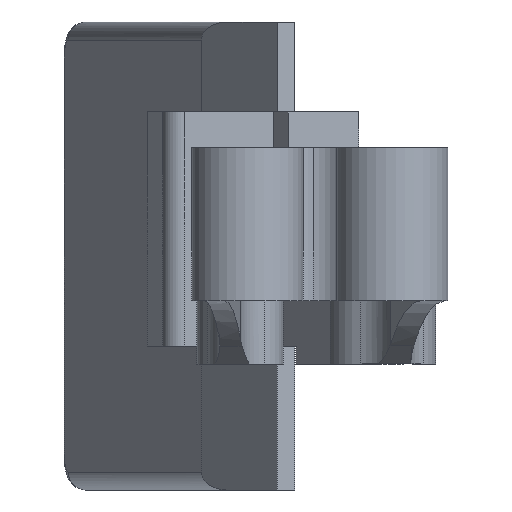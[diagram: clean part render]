
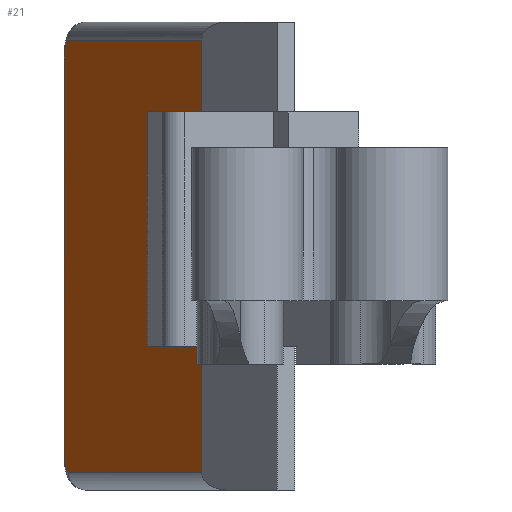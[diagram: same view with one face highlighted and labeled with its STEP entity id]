
A CAD part, left-side view. The second image highlights one B-rep face of the part: STEP entity #21.
In plain terms, the highlighted planar face has unit normal (-0.208, 0.978, 0).
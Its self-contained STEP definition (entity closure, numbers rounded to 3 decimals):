
#8 = DIRECTION ( 'NONE',  ( 0.978, 0.208, 0. ) ) ;
#21 = ADVANCED_FACE ( 'NONE', ( #1051 ), #1794, .F. ) ;
#137 = DIRECTION ( 'NONE',  ( 0.208, -0.978, 0. ) ) ;
#182 = VECTOR ( 'NONE', #362, 1000. ) ;
#194 = VERTEX_POINT ( 'NONE', #674 ) ;
#210 = AXIS2_PLACEMENT_3D ( 'NONE', #2175, #898, #374 ) ;
#211 = VERTEX_POINT ( 'NONE', #2224 ) ;
#228 = LINE ( 'NONE', #2063, #1309 ) ;
#252 = EDGE_CURVE ( 'NONE', #267, #2144, #2038, .T. ) ;
#267 = VERTEX_POINT ( 'NONE', #1849 ) ;
#292 = VECTOR ( 'NONE', #1283, 1000. ) ;
#294 = CIRCLE ( 'NONE', #210, 1. ) ;
#295 = DIRECTION ( 'NONE',  ( -0.208, 0.978, 0. ) ) ;
#299 = EDGE_CURVE ( 'NONE', #1966, #678, #1281, .T. ) ;
#320 = DIRECTION ( 'NONE',  ( 0., 0., -1. ) ) ;
#326 = CARTESIAN_POINT ( 'NONE',  ( -0.621, 2.921, 21. ) ) ;
#336 = DIRECTION ( 'NONE',  ( 0., 0., 1. ) ) ;
#341 = DIRECTION ( 'NONE',  ( 0.978, 0.208, 0. ) ) ;
#344 = VECTOR ( 'NONE', #8, 1000. ) ;
#355 = LINE ( 'NONE', #517, #292 ) ;
#362 = DIRECTION ( 'NONE',  ( 0., 0., -1. ) ) ;
#374 = DIRECTION ( 'NONE',  ( 0.978, 0.208, 0. ) ) ;
#517 = CARTESIAN_POINT ( 'NONE',  ( 69.584, 17.843, 1. ) ) ;
#554 = EDGE_LOOP ( 'NONE', ( #1328, #1468, #656, #2256, #1370, #2357, #1156, #2030, #1557, #2170 ) ) ;
#587 = VERTEX_POINT ( 'NONE', #915 ) ;
#656 = ORIENTED_EDGE ( 'NONE', *, *, #299, .F. ) ;
#674 = CARTESIAN_POINT ( 'NONE',  ( 32.784, 10.021, 8. ) ) ;
#678 = VERTEX_POINT ( 'NONE', #2363 ) ;
#681 = CARTESIAN_POINT ( 'NONE',  ( 68.606, 17.635, 24. ) ) ;
#728 = EDGE_CURVE ( 'NONE', #2309, #194, #955, .T. ) ;
#840 = LINE ( 'NONE', #2318, #1230 ) ;
#898 = DIRECTION ( 'NONE',  ( -0.208, 0.978, 0. ) ) ;
#915 = CARTESIAN_POINT ( 'NONE',  ( 67.628, 17.427, 1. ) ) ;
#955 = LINE ( 'NONE', #1524, #1146 ) ;
#963 = VERTEX_POINT ( 'NONE', #1214 ) ;
#964 = DIRECTION ( 'NONE',  ( 0.978, 0.208, 0. ) ) ;
#972 = CARTESIAN_POINT ( 'NONE',  ( 20.898, 7.495, 21. ) ) ;
#979 = EDGE_CURVE ( 'NONE', #2298, #211, #840, .T. ) ;
#1017 = CARTESIAN_POINT ( 'NONE',  ( 32.784, 10.021, 1. ) ) ;
#1023 = EDGE_CURVE ( 'NONE', #678, #194, #2194, .T. ) ;
#1047 = CARTESIAN_POINT ( 'NONE',  ( 67.628, 17.427, 24. ) ) ;
#1051 = FACE_OUTER_BOUND ( 'NONE', #554, .T. ) ;
#1079 = CIRCLE ( 'NONE', #1233, 1. ) ;
#1146 = VECTOR ( 'NONE', #1684, 1000. ) ;
#1156 = ORIENTED_EDGE ( 'NONE', *, *, #2381, .T. ) ;
#1183 = AXIS2_PLACEMENT_3D ( 'NONE', #2368, #137, #341 ) ;
#1214 = CARTESIAN_POINT ( 'NONE',  ( 67.628, 17.427, 25. ) ) ;
#1230 = VECTOR ( 'NONE', #320, 1000. ) ;
#1233 = AXIS2_PLACEMENT_3D ( 'NONE', #1047, #295, #1957 ) ;
#1256 = LINE ( 'NONE', #326, #1649 ) ;
#1281 = LINE ( 'NONE', #2019, #182 ) ;
#1283 = DIRECTION ( 'NONE',  ( -0.978, -0.208, 0. ) ) ;
#1309 = VECTOR ( 'NONE', #964, 1000. ) ;
#1328 = ORIENTED_EDGE ( 'NONE', *, *, #728, .T. ) ;
#1370 = ORIENTED_EDGE ( 'NONE', *, *, #252, .T. ) ;
#1381 = VECTOR ( 'NONE', #336, 1000. ) ;
#1438 = DIRECTION ( 'NONE',  ( -0.978, -0.208, 0. ) ) ;
#1468 = ORIENTED_EDGE ( 'NONE', *, *, #1023, .F. ) ;
#1524 = CARTESIAN_POINT ( 'NONE',  ( 32.784, 10.021, 26. ) ) ;
#1557 = ORIENTED_EDGE ( 'NONE', *, *, #1844, .T. ) ;
#1649 = VECTOR ( 'NONE', #1438, 1000. ) ;
#1655 = CARTESIAN_POINT ( 'NONE',  ( 32.784, 10.021, 26. ) ) ;
#1674 = EDGE_CURVE ( 'NONE', #2144, #963, #228, .T. ) ;
#1684 = DIRECTION ( 'NONE',  ( 0., 0., 1. ) ) ;
#1794 = PLANE ( 'NONE',  #1183 ) ;
#1840 = EDGE_CURVE ( 'NONE', #267, #1966, #1256, .T. ) ;
#1844 = EDGE_CURVE ( 'NONE', #211, #587, #294, .T. ) ;
#1849 = CARTESIAN_POINT ( 'NONE',  ( 32.784, 10.021, 21. ) ) ;
#1855 = EDGE_CURVE ( 'NONE', #587, #2309, #355, .T. ) ;
#1957 = DIRECTION ( 'NONE',  ( 0.978, 0.208, 0. ) ) ;
#1966 = VERTEX_POINT ( 'NONE', #972 ) ;
#2019 = CARTESIAN_POINT ( 'NONE',  ( 20.898, 7.495, 7. ) ) ;
#2030 = ORIENTED_EDGE ( 'NONE', *, *, #979, .T. ) ;
#2038 = LINE ( 'NONE', #1655, #1381 ) ;
#2063 = CARTESIAN_POINT ( 'NONE',  ( 67.628, 17.427, 25. ) ) ;
#2144 = VERTEX_POINT ( 'NONE', #2202 ) ;
#2170 = ORIENTED_EDGE ( 'NONE', *, *, #1855, .T. ) ;
#2175 = CARTESIAN_POINT ( 'NONE',  ( 67.628, 17.427, 2. ) ) ;
#2194 = LINE ( 'NONE', #2362, #344 ) ;
#2202 = CARTESIAN_POINT ( 'NONE',  ( 32.784, 10.021, 25. ) ) ;
#2224 = CARTESIAN_POINT ( 'NONE',  ( 68.606, 17.635, 2. ) ) ;
#2256 = ORIENTED_EDGE ( 'NONE', *, *, #1840, .F. ) ;
#2298 = VERTEX_POINT ( 'NONE', #681 ) ;
#2309 = VERTEX_POINT ( 'NONE', #1017 ) ;
#2318 = CARTESIAN_POINT ( 'NONE',  ( 68.606, 17.635, 26. ) ) ;
#2357 = ORIENTED_EDGE ( 'NONE', *, *, #1674, .T. ) ;
#2362 = CARTESIAN_POINT ( 'NONE',  ( -0.621, 2.921, 8. ) ) ;
#2363 = CARTESIAN_POINT ( 'NONE',  ( 20.898, 7.495, 8. ) ) ;
#2368 = CARTESIAN_POINT ( 'NONE',  ( 69.584, 17.843, 26. ) ) ;
#2381 = EDGE_CURVE ( 'NONE', #963, #2298, #1079, .T. ) ;
